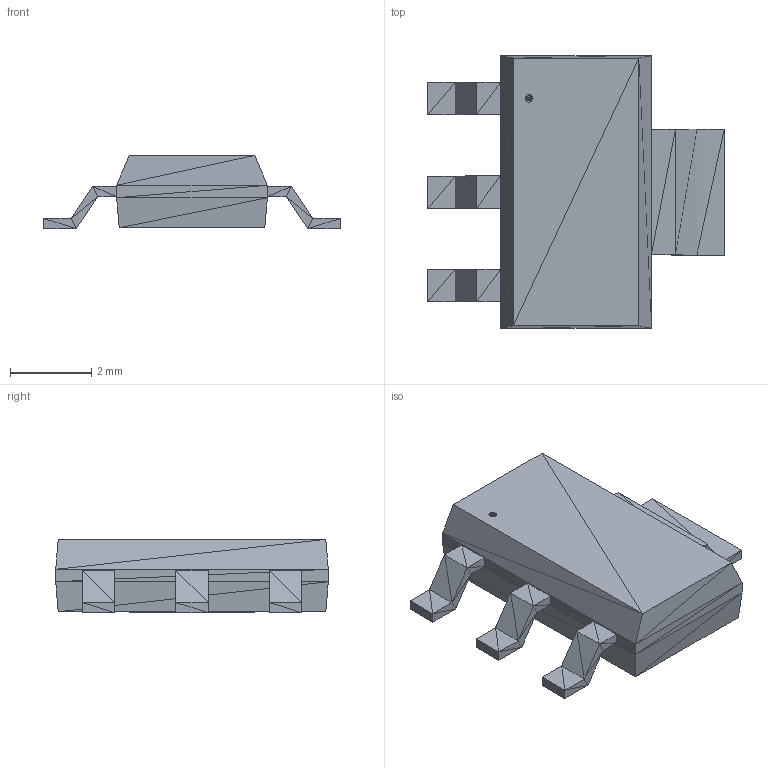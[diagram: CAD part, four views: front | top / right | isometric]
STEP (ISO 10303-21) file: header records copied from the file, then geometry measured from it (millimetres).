
FILE_DESCRIPTION(('STEP AP214'),'1');
FILE_NAME('MP04A','2018-07-17T02:40:02',(''),(''),'','','');
FILE_SCHEMA(('AUTOMOTIVE_DESIGN'));
Length unit declared in the file: millimetre
Products named in the file (1): product
Bounding box: 7.29 x 6.71 x 1.81 mm (x, y, z)
Surface area: 112.5 mm2 (no closed solid volume)
Topology: 0 solids, 268 shells, 268 faces, 804 edges, 804 vertices
Faces by surface type: plane 268
Entity records: 8903 total; most frequent: CARTESIAN_POINT 1877, DIRECTION 1342, ORIENTED_EDGE 804, EDGE_CURVE 804, VERTEX_POINT 804, LINE 804, VECTOR 804, AXIS2_PLACEMENT_3D 269
